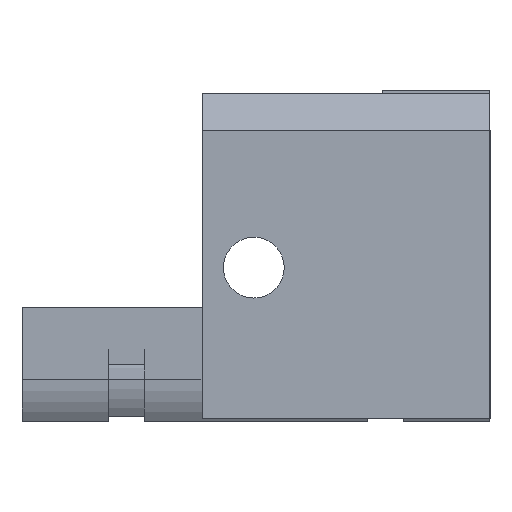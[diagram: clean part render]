
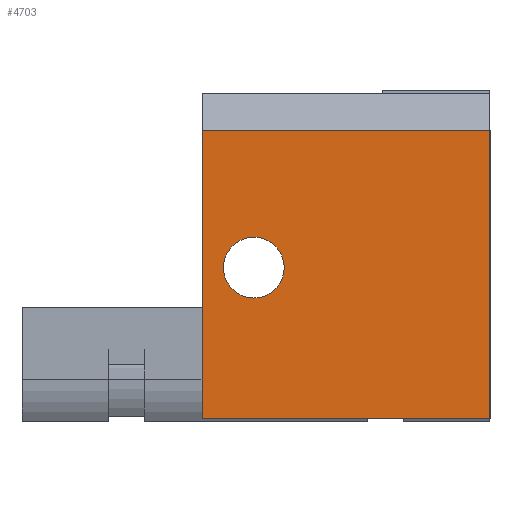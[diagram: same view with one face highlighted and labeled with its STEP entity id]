
A CAD part, left-side view. The second image highlights one B-rep face of the part: STEP entity #4703.
In plain terms, the highlighted planar face has unit normal (-1, 0, 0).
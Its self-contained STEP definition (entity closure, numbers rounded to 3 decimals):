
#16 = EDGE_CURVE ( 'NONE', #6006, #4155, #53, .T. ) ;
#53 = LINE ( 'NONE', #98, #3715 ) ;
#75 = EDGE_CURVE ( 'NONE', #4155, #2353, #4833, .T. ) ;
#91 = EDGE_CURVE ( 'NONE', #1351, #3742, #1978, .T. ) ;
#98 = CARTESIAN_POINT ( 'NONE',  ( -35.125, -7.9, 1.5 ) ) ;
#135 = CARTESIAN_POINT ( 'NONE',  ( -35.125, 0., 0. ) ) ;
#183 = DIRECTION ( 'NONE',  ( 0., 0., 1. ) ) ;
#215 = DIRECTION ( 'NONE',  ( 0., 0., -1. ) ) ;
#405 = EDGE_LOOP ( 'NONE', ( #2784, #1000 ) ) ;
#716 = ORIENTED_EDGE ( 'NONE', *, *, #4836, .T. ) ;
#1000 = ORIENTED_EDGE ( 'NONE', *, *, #91, .F. ) ;
#1061 = DIRECTION ( 'NONE',  ( 0., 0., 1. ) ) ;
#1106 = ORIENTED_EDGE ( 'NONE', *, *, #16, .T. ) ;
#1303 = CIRCLE ( 'NONE', #6106, 4.225 ) ;
#1351 = VERTEX_POINT ( 'NONE', #4971 ) ;
#1391 = VERTEX_POINT ( 'NONE', #2185 ) ;
#1410 = EDGE_CURVE ( 'NONE', #2353, #1391, #5153, .T. ) ;
#1589 = DIRECTION ( 'NONE',  ( -1., 0., 0. ) ) ;
#1978 = CIRCLE ( 'NONE', #4149, 4.225 ) ;
#2035 = DIRECTION ( 'NONE',  ( -1., 0., 0. ) ) ;
#2185 = CARTESIAN_POINT ( 'NONE',  ( -35.125, -7.9, -38.5 ) ) ;
#2200 = ORIENTED_EDGE ( 'NONE', *, *, #75, .T. ) ;
#2353 = VERTEX_POINT ( 'NONE', #4400 ) ;
#2514 = AXIS2_PLACEMENT_3D ( 'NONE', #135, #3084, #215 ) ;
#2784 = ORIENTED_EDGE ( 'NONE', *, *, #4372, .F. ) ;
#3084 = DIRECTION ( 'NONE',  ( 1., 0., 0. ) ) ;
#3455 = DIRECTION ( 'NONE',  ( 0., 1., 0. ) ) ;
#3556 = VECTOR ( 'NONE', #5157, 1000. ) ;
#3709 = CARTESIAN_POINT ( 'NONE',  ( -35.125, -7.9, -38.5 ) ) ;
#3715 = VECTOR ( 'NONE', #3455, 1000. ) ;
#3742 = VERTEX_POINT ( 'NONE', #4213 ) ;
#3783 = EDGE_LOOP ( 'NONE', ( #4952, #716, #1106, #2200 ) ) ;
#3945 = DIRECTION ( 'NONE',  ( 0., 0., -1. ) ) ;
#4029 = CARTESIAN_POINT ( 'NONE',  ( -35.125, 32.1, -38.5 ) ) ;
#4037 = CARTESIAN_POINT ( 'NONE',  ( -35.125, 32.1, 1.5 ) ) ;
#4149 = AXIS2_PLACEMENT_3D ( 'NONE', #5917, #1589, #183 ) ;
#4155 = VERTEX_POINT ( 'NONE', #4037 ) ;
#4213 = CARTESIAN_POINT ( 'NONE',  ( -35.125, 24.9, -13.275 ) ) ;
#4300 = FACE_BOUND ( 'NONE', #405, .T. ) ;
#4372 = EDGE_CURVE ( 'NONE', #3742, #1351, #1303, .T. ) ;
#4400 = CARTESIAN_POINT ( 'NONE',  ( -35.125, 32.1, -38.5 ) ) ;
#4626 = CARTESIAN_POINT ( 'NONE',  ( -35.125, -7.9, -38.5 ) ) ;
#4703 = ADVANCED_FACE ( 'NONE', ( #5258, #4300 ), #5953, .F. ) ;
#4742 = LINE ( 'NONE', #3709, #3556 ) ;
#4833 = LINE ( 'NONE', #4029, #5890 ) ;
#4836 = EDGE_CURVE ( 'NONE', #1391, #6006, #4742, .T. ) ;
#4862 = VECTOR ( 'NONE', #5612, 1000. ) ;
#4952 = ORIENTED_EDGE ( 'NONE', *, *, #1410, .T. ) ;
#4971 = CARTESIAN_POINT ( 'NONE',  ( -35.125, 24.9, -21.725 ) ) ;
#5153 = LINE ( 'NONE', #4626, #4862 ) ;
#5157 = DIRECTION ( 'NONE',  ( 0., 0., 1. ) ) ;
#5258 = FACE_OUTER_BOUND ( 'NONE', #3783, .T. ) ;
#5612 = DIRECTION ( 'NONE',  ( 0., -1., 0. ) ) ;
#5825 = CARTESIAN_POINT ( 'NONE',  ( -35.125, 24.9, -17.5 ) ) ;
#5843 = CARTESIAN_POINT ( 'NONE',  ( -35.125, -7.9, 1.5 ) ) ;
#5890 = VECTOR ( 'NONE', #3945, 1000. ) ;
#5917 = CARTESIAN_POINT ( 'NONE',  ( -35.125, 24.9, -17.5 ) ) ;
#5953 = PLANE ( 'NONE',  #2514 ) ;
#6006 = VERTEX_POINT ( 'NONE', #5843 ) ;
#6106 = AXIS2_PLACEMENT_3D ( 'NONE', #5825, #2035, #1061 ) ;
